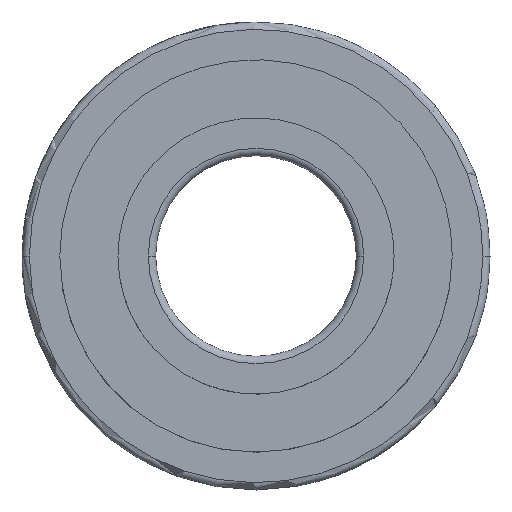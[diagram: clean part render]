
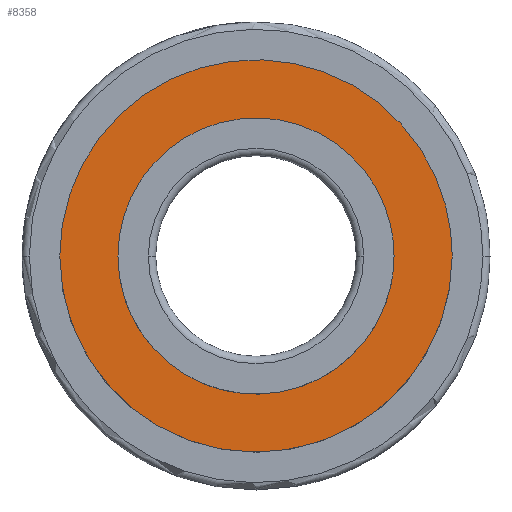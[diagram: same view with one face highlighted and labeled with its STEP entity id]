
A CAD part, left-side view. The second image highlights one B-rep face of the part: STEP entity #8358.
In plain terms, the highlighted planar face has unit normal (-1, 0, 0).
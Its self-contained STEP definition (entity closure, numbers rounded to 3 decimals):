
#8241=CARTESIAN_POINT('Vertex',(-5.2,-10.325,0.)) ;
#8248=CARTESIAN_POINT('Vertex',(-5.2,10.325,0.)) ;
#8251=CARTESIAN_POINT('Axis2P3D Location',(-5.2,0.,0.)) ;
#8263=CARTESIAN_POINT('Axis2P3D Location',(-5.2,0.,0.)) ;
#8269=CARTESIAN_POINT('Control Point',(-5.2,-14.675,0.)) ;
#8270=CARTESIAN_POINT('Control Point',(-5.2,-14.675,-1.501)) ;
#8271=CARTESIAN_POINT('Control Point',(-5.2,-14.483,-3.003)) ;
#8272=CARTESIAN_POINT('Control Point',(-5.2,-14.099,-4.471)) ;
#8273=CARTESIAN_POINT('Control Point',(-5.2,-12.964,-7.278)) ;
#8274=CARTESIAN_POINT('Control Point',(-5.2,-11.159,-9.708)) ;
#8275=CARTESIAN_POINT('Control Point',(-5.2,-10.105,-10.801)) ;
#8276=CARTESIAN_POINT('Control Point',(-5.2,-7.742,-12.692)) ;
#8277=CARTESIAN_POINT('Control Point',(-5.2,-4.979,-13.928)) ;
#8278=CARTESIAN_POINT('Control Point',(-5.2,-3.525,-14.365)) ;
#8279=CARTESIAN_POINT('Control Point',(-5.2,-0.538,-14.857)) ;
#8280=CARTESIAN_POINT('Control Point',(-5.2,2.477,-14.582)) ;
#8281=CARTESIAN_POINT('Control Point',(-5.2,3.958,-14.251)) ;
#8282=CARTESIAN_POINT('Control Point',(-5.2,6.804,-13.219)) ;
#8283=CARTESIAN_POINT('Control Point',(-5.2,9.298,-11.503)) ;
#8284=CARTESIAN_POINT('Control Point',(-5.2,10.428,-10.49)) ;
#8285=CARTESIAN_POINT('Control Point',(-5.2,12.404,-8.196)) ;
#8286=CARTESIAN_POINT('Control Point',(-5.2,13.739,-5.479)) ;
#8287=CARTESIAN_POINT('Control Point',(-5.2,14.228,-4.042)) ;
#8288=CARTESIAN_POINT('Control Point',(-5.2,14.57,-2.349)) ;
#8289=CARTESIAN_POINT('Control Point',(-5.2,14.663,-0.637)) ;
#8290=CARTESIAN_POINT('Control Point',(-5.2,14.671,-0.425)) ;
#8291=CARTESIAN_POINT('Control Point',(-5.2,14.675,-0.212)) ;
#8292=CARTESIAN_POINT('Control Point',(-5.2,14.675,0.)) ;
#8293=CARTESIAN_POINT('Vertex',(-5.2,-14.675,0.)) ;
#8295=CARTESIAN_POINT('Vertex',(-5.2,14.675,0.)) ;
#8299=CARTESIAN_POINT('Control Point',(-5.2,14.675,0.)) ;
#8300=CARTESIAN_POINT('Control Point',(-5.2,14.675,1.501)) ;
#8301=CARTESIAN_POINT('Control Point',(-5.2,14.483,3.003)) ;
#8302=CARTESIAN_POINT('Control Point',(-5.2,14.099,4.471)) ;
#8303=CARTESIAN_POINT('Control Point',(-5.2,12.964,7.278)) ;
#8304=CARTESIAN_POINT('Control Point',(-5.2,11.159,9.708)) ;
#8305=CARTESIAN_POINT('Control Point',(-5.2,10.105,10.801)) ;
#8306=CARTESIAN_POINT('Control Point',(-5.2,7.742,12.692)) ;
#8307=CARTESIAN_POINT('Control Point',(-5.2,4.979,13.928)) ;
#8308=CARTESIAN_POINT('Control Point',(-5.2,3.525,14.365)) ;
#8309=CARTESIAN_POINT('Control Point',(-5.2,0.538,14.857)) ;
#8310=CARTESIAN_POINT('Control Point',(-5.2,-2.477,14.582)) ;
#8311=CARTESIAN_POINT('Control Point',(-5.2,-3.958,14.251)) ;
#8312=CARTESIAN_POINT('Control Point',(-5.2,-6.804,13.219)) ;
#8313=CARTESIAN_POINT('Control Point',(-5.2,-9.298,11.503)) ;
#8314=CARTESIAN_POINT('Control Point',(-5.2,-10.428,10.49)) ;
#8315=CARTESIAN_POINT('Control Point',(-5.2,-12.404,8.196)) ;
#8316=CARTESIAN_POINT('Control Point',(-5.2,-13.739,5.479)) ;
#8317=CARTESIAN_POINT('Control Point',(-5.2,-14.228,4.042)) ;
#8318=CARTESIAN_POINT('Control Point',(-5.2,-14.57,2.349)) ;
#8319=CARTESIAN_POINT('Control Point',(-5.2,-14.663,0.637)) ;
#8320=CARTESIAN_POINT('Control Point',(-5.2,-14.671,0.425)) ;
#8321=CARTESIAN_POINT('Control Point',(-5.2,-14.675,0.212)) ;
#8322=CARTESIAN_POINT('Control Point',(-5.2,-14.675,0.)) ;
#8329=CARTESIAN_POINT('Control Point',(-5.2,10.325,0.)) ;
#8330=CARTESIAN_POINT('Control Point',(-5.2,10.325,0.944)) ;
#8331=CARTESIAN_POINT('Control Point',(-5.2,10.217,1.889)) ;
#8332=CARTESIAN_POINT('Control Point',(-5.2,10.001,2.817)) ;
#8333=CARTESIAN_POINT('Control Point',(-5.2,9.361,4.607)) ;
#8334=CARTESIAN_POINT('Control Point',(-5.2,8.333,6.207)) ;
#8335=CARTESIAN_POINT('Control Point',(-5.2,7.729,6.944)) ;
#8336=CARTESIAN_POINT('Control Point',(-5.2,6.364,8.267)) ;
#8337=CARTESIAN_POINT('Control Point',(-5.2,4.735,9.248)) ;
#8338=CARTESIAN_POINT('Control Point',(-5.2,3.868,9.643)) ;
#8339=CARTESIAN_POINT('Control Point',(-5.2,2.059,10.228)) ;
#8340=CARTESIAN_POINT('Control Point',(-5.2,0.164,10.389)) ;
#8341=CARTESIAN_POINT('Control Point',(-5.2,-0.788,10.36)) ;
#8342=CARTESIAN_POINT('Control Point',(-5.2,-2.669,10.086)) ;
#8343=CARTESIAN_POINT('Control Point',(-5.2,-4.44,9.394)) ;
#8344=CARTESIAN_POINT('Control Point',(-5.2,-5.282,8.947)) ;
#8345=CARTESIAN_POINT('Control Point',(-5.2,-6.849,7.87)) ;
#8346=CARTESIAN_POINT('Control Point',(-5.2,-8.132,6.467)) ;
#8347=CARTESIAN_POINT('Control Point',(-5.2,-8.69,5.695)) ;
#8348=CARTESIAN_POINT('Control Point',(-5.2,-9.559,4.146)) ;
#8349=CARTESIAN_POINT('Control Point',(-5.2,-10.081,2.45)) ;
#8350=CARTESIAN_POINT('Control Point',(-5.2,-10.244,1.641)) ;
#8351=CARTESIAN_POINT('Control Point',(-5.2,-10.325,0.82)) ;
#8352=CARTESIAN_POINT('Control Point',(-5.2,-10.325,0.)) ;
#8252=DIRECTION('Axis2P3D Direction',(1.,0.,0.)) ;
#8264=DIRECTION('Axis2P3D Direction',(1.,0.,0.)) ;
#8265=DIRECTION('Axis2P3D XDirection',(0.,-1.,0.)) ;
#8253=AXIS2_PLACEMENT_3D('Circle Axis2P3D',#8251,#8252,$) ;
#8266=AXIS2_PLACEMENT_3D('Plane Axis2P3D',#8263,#8264,#8265) ;
#8325=ORIENTED_EDGE('',*,*,#8297,.F.) ;
#8326=ORIENTED_EDGE('',*,*,#8323,.F.) ;
#8355=ORIENTED_EDGE('',*,*,#8255,.T.) ;
#8356=ORIENTED_EDGE('',*,*,#8353,.T.) ;
#8357=FACE_BOUND('',#8354,.T.) ;
#8358=ADVANCED_FACE('',(#8327,#8357),#8267,.F.) ;
#8268=B_SPLINE_CURVE_WITH_KNOTS('',5,(#8269,#8270,#8271,#8272,#8273,#8274,#8275,#8276,#8277,#8278,#8279,#8280,#8281,#8282,#8283,#8284,#8285,#8286,#8287,#8288,#8289,#8290,#8291,#8292),.UNSPECIFIED.,.F.,.U.,(6,3,3,3,3,3,3,6),(0.,10.616,21.232,31.848,42.464,53.08,63.696,65.198),.UNSPECIFIED.) ;
#8298=B_SPLINE_CURVE_WITH_KNOTS('',5,(#8299,#8300,#8301,#8302,#8303,#8304,#8305,#8306,#8307,#8308,#8309,#8310,#8311,#8312,#8313,#8314,#8315,#8316,#8317,#8318,#8319,#8320,#8321,#8322),.UNSPECIFIED.,.F.,.U.,(6,3,3,3,3,3,3,6),(0.,10.616,21.232,31.848,42.464,53.08,63.696,65.198),.UNSPECIFIED.) ;
#8328=B_SPLINE_CURVE_WITH_KNOTS('',5,(#8329,#8330,#8331,#8332,#8333,#8334,#8335,#8336,#8337,#8338,#8339,#8340,#8341,#8342,#8343,#8344,#8345,#8346,#8347,#8348,#8349,#8350,#8351,#8352),.UNSPECIFIED.,.F.,.U.,(6,3,3,3,3,3,3,6),(0.,6.679,13.357,20.036,26.714,33.393,40.071,45.872),.UNSPECIFIED.) ;
#8254=CIRCLE('generated circle',#8253,10.325) ;
#8255=EDGE_CURVE('',#8242,#8249,#8254,.T.) ;
#8297=EDGE_CURVE('',#8294,#8296,#8268,.T.) ;
#8323=EDGE_CURVE('',#8296,#8294,#8298,.T.) ;
#8353=EDGE_CURVE('',#8249,#8242,#8328,.T.) ;
#8324=EDGE_LOOP('',(#8325,#8326)) ;
#8354=EDGE_LOOP('',(#8355,#8356)) ;
#8327=FACE_OUTER_BOUND('',#8324,.T.) ;
#8267=PLANE('Plane',#8266) ;
#8242=VERTEX_POINT('',#8241) ;
#8249=VERTEX_POINT('',#8248) ;
#8294=VERTEX_POINT('',#8293) ;
#8296=VERTEX_POINT('',#8295) ;
